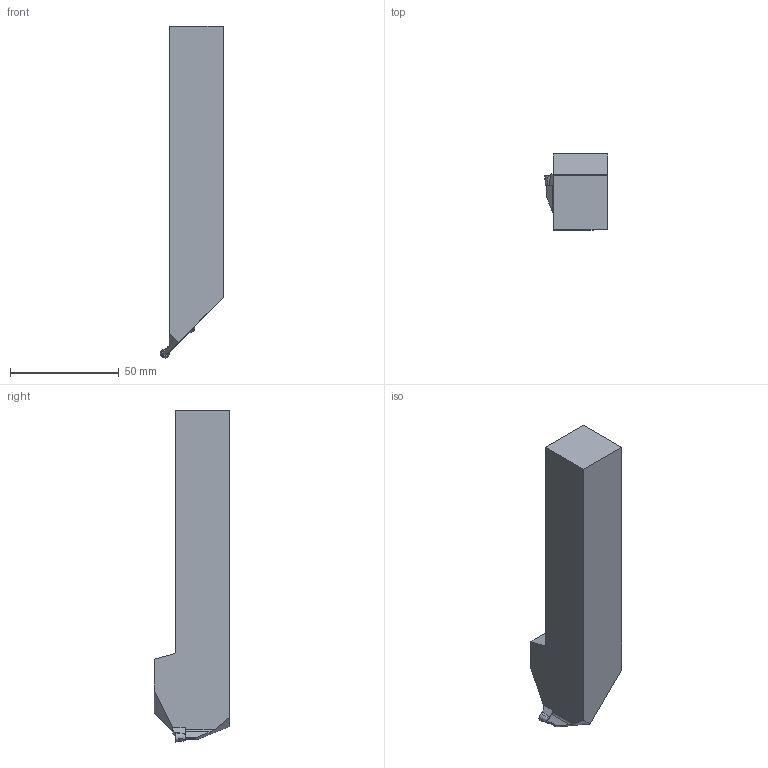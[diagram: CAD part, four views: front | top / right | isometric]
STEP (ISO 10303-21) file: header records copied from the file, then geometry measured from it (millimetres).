
FILE_DESCRIPTION(/* description */ (''),/* implementation_level */ '2;1');
FILE_NAME(/* name */ '1553144636211.stp',/* time_stamp */ '2019-03-21T10:34:08+05:00',/* author */ (''),/* organization */ ('SMS'),/* preprocessor_version */ 'ST-DEVELOPER v15',/* originating_system */ 'SIEMENS PLM Software NX 8.5',/* authorisation */ '');
FILE_SCHEMA (('AUTOMOTIVE_DESIGN { 1 0 10303 214 3 1 1 1 }'));
Length unit declared in the file: millimetre
Products named in the file (4): 201539466mod000_00; ASSEMBLY_CONSTRUCTION; 201700507mod000_00; 201700506mod000_00
Assembly tree (3 placements, depth 2):
  201700506mod000_00
    201700507mod000_00
    ASSEMBLY_CONSTRUCTION
    201539466mod000_00
Bounding box: 29.01 x 34.88 x 152.37 mm (x, y, z)
Volume: 90186.5 mm3; surface area: 16345.9 mm2
Topology: 2 solids, 2 shells, 52 faces, 151 edges, 111 vertices
Faces by surface type: plane 35, bspline 8, cylinder 7, cone 2
Entity records: 2390 total; most frequent: CARTESIAN_POINT 945, ORIENTED_EDGE 300, DIRECTION 224, EDGE_CURVE 150, VERTEX_POINT 104, LINE 90, VECTOR 90, AXIS2_PLACEMENT_3D 67
